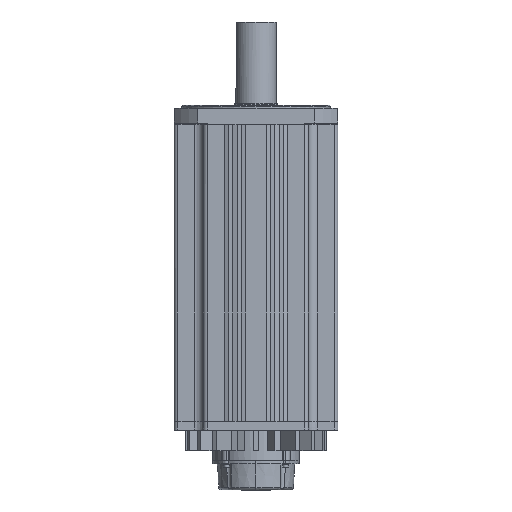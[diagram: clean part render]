
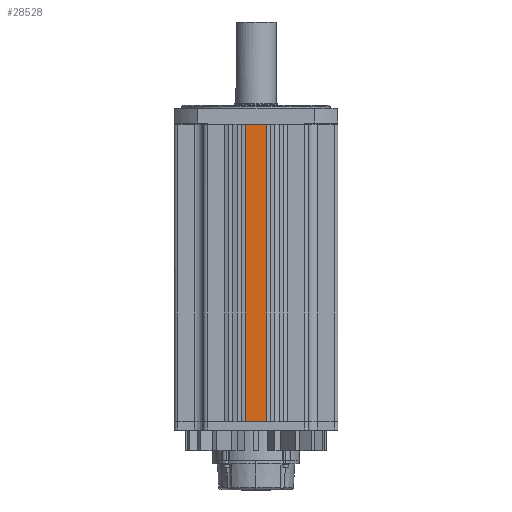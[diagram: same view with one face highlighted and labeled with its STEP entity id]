
A CAD part, front view. The second image highlights one B-rep face of the part: STEP entity #28528.
In plain terms, the highlighted planar face has unit normal (0, -1, 0).
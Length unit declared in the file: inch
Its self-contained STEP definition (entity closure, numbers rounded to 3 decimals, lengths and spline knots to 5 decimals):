
#680 = EDGE_CURVE ( 'NONE', #20115, #27454, #37896, .T. ) ;
#1542 = CARTESIAN_POINT ( 'NONE',  ( 0.57087, -4.33071, -7.85433 ) ) ;
#2352 = AXIS2_PLACEMENT_3D ( 'NONE', #6258, #39013, #32746 ) ;
#3496 = EDGE_CURVE ( 'NONE', #4237, #27454, #22238, .T. ) ;
#4237 = VERTEX_POINT ( 'NONE', #12631 ) ;
#5329 = EDGE_CURVE ( 'NONE', #20115, #34360, #15968, .T. ) ;
#6258 = CARTESIAN_POINT ( 'NONE',  ( 0., -4.33071, -7.85433 ) ) ;
#6432 = CARTESIAN_POINT ( 'NONE',  ( 0., -4.33071, 0. ) ) ;
#9761 = DIRECTION ( 'NONE',  ( 1., 0., 0. ) ) ;
#9993 = LINE ( 'NONE', #6432, #41635 ) ;
#10350 = VECTOR ( 'NONE', #24839, 39.37008 ) ;
#10547 = FACE_OUTER_BOUND ( 'NONE', #19517, .T. ) ;
#12631 = CARTESIAN_POINT ( 'NONE',  ( 0.57087, -4.33071, 0. ) ) ;
#15968 = LINE ( 'NONE', #17091, #42407 ) ;
#17091 = CARTESIAN_POINT ( 'NONE',  ( -0.57087, -4.33071, -7.85433 ) ) ;
#17520 = ORIENTED_EDGE ( 'NONE', *, *, #29484, .F. ) ;
#18744 = CARTESIAN_POINT ( 'NONE',  ( -0.57087, -4.33071, -15.70866 ) ) ;
#18788 = ORIENTED_EDGE ( 'NONE', *, *, #3496, .F. ) ;
#19517 = EDGE_LOOP ( 'NONE', ( #34762, #18788, #17520, #41639 ) ) ;
#20115 = VERTEX_POINT ( 'NONE', #18744 ) ;
#22238 = LINE ( 'NONE', #1542, #10350 ) ;
#24839 = DIRECTION ( 'NONE',  ( 0., 0., -1. ) ) ;
#26483 = CARTESIAN_POINT ( 'NONE',  ( 0., -4.33071, -15.70866 ) ) ;
#27063 = DIRECTION ( 'NONE',  ( 0., 0., 1. ) ) ;
#27454 = VERTEX_POINT ( 'NONE', #29699 ) ;
#28528 = ADVANCED_FACE ( 'NONE', ( #10547 ), #32884, .F. ) ;
#29068 = VECTOR ( 'NONE', #30127, 39.37008 ) ;
#29484 = EDGE_CURVE ( 'NONE', #34360, #4237, #9993, .T. ) ;
#29699 = CARTESIAN_POINT ( 'NONE',  ( 0.57087, -4.33071, -15.70866 ) ) ;
#30127 = DIRECTION ( 'NONE',  ( 1., 0., 0. ) ) ;
#32746 = DIRECTION ( 'NONE',  ( 0., 0., 1. ) ) ;
#32884 = PLANE ( 'NONE',  #2352 ) ;
#34360 = VERTEX_POINT ( 'NONE', #40127 ) ;
#34762 = ORIENTED_EDGE ( 'NONE', *, *, #680, .T. ) ;
#37896 = LINE ( 'NONE', #26483, #29068 ) ;
#39013 = DIRECTION ( 'NONE',  ( 0., 1., 0. ) ) ;
#40127 = CARTESIAN_POINT ( 'NONE',  ( -0.57087, -4.33071, 0. ) ) ;
#41635 = VECTOR ( 'NONE', #9761, 39.37008 ) ;
#41639 = ORIENTED_EDGE ( 'NONE', *, *, #5329, .F. ) ;
#42407 = VECTOR ( 'NONE', #27063, 39.37008 ) ;
